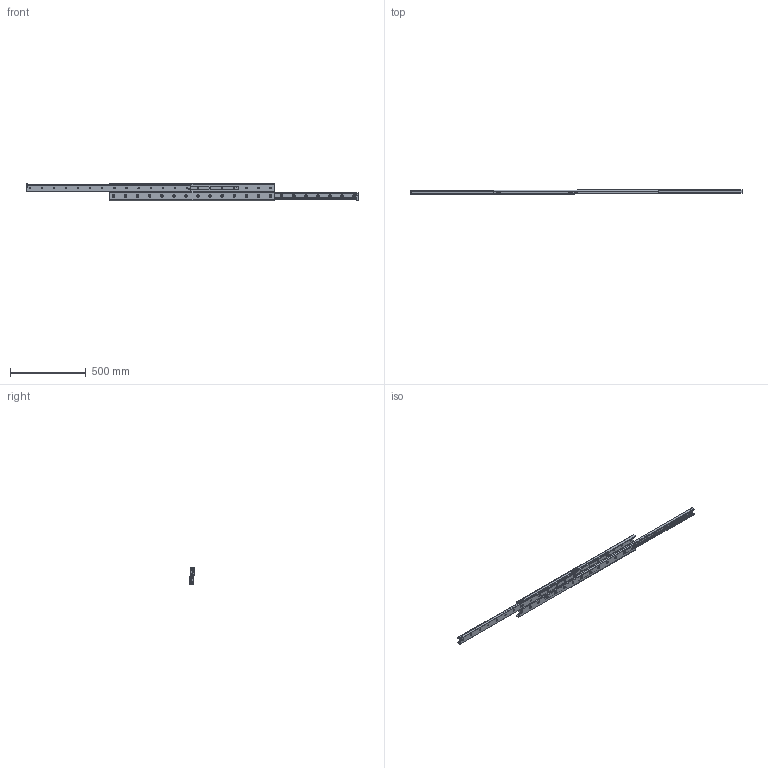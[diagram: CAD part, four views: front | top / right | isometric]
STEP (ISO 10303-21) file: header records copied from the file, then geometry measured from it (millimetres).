
FILE_DESCRIPTION((''),'2;1');
FILE_NAME('LCAS 43.E-1090.stp','2016-01-18T08:08:54',('MRathmann'),(''),'Autodesk Inventor 2012','Autodesk Inventor 2012','');
FILE_SCHEMA(('CONFIG_CONTROL_DESIGN'));
Length unit declared in the file: millimetre
Products named in the file (11): LCAS 43.E-1090.iam (Detailgenauigkeit1); ZP 43-1090.S; LCN 43-1090; LLMG 43-0850; KF.LCA 43-0535.GZ; + AP.L 43; + AS.L 43; # SP.L 43-6; + AG.L 43-6; + SP.L 43; + VKB.L 43 6x13,5
Assembly tree (26 placements, depth 3):
  LCAS 43.E-1090.iam (Detailgenauigkeit1)
    ZP 43-1090.S
    LCN 43-1090  x2
    LLMG 43-0850  x2
    KF.LCA 43-0535.GZ  x2
    + AP.L 43  x4
    + AS.L 43  x4
    # SP.L 43-6  x4
      + AG.L 43-6
      + SP.L 43
    + VKB.L 43 6x13,5  x4
Bounding box: 2196 x 28 x 117 mm (x, y, z)
Volume: 2053001.6 mm3; surface area: 1003715.6 mm2
Topology: 31 solids, 31 shells, 728 faces, 1860 edges, 1194 vertices
Faces by surface type: plane 376, cylinder 258, cone 94
Full cylindrical faces by diameter (mm): 1 x12, 3.242 x4, 4.2 x4, 4.5 x6, 4.9 x4, 5 x24, 5.5 x4, 5.8 x4, 6 x12, 6.647 x22, 7 x4, 8.5 x28, 10.4 x28
Entity records: 10362 total; most frequent: CARTESIAN_POINT 1856, DIRECTION 1778, ORIENTED_EDGE 1400, AXIS2_PLACEMENT_3D 716, EDGE_CURVE 700, EDGE_LOOP 658, VERTEX_POINT 526, VECTOR 346
